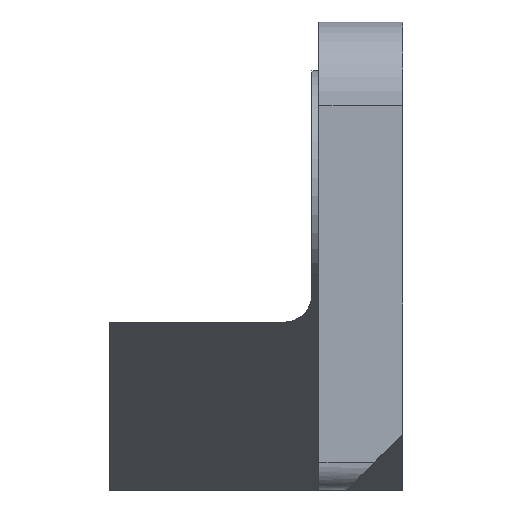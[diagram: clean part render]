
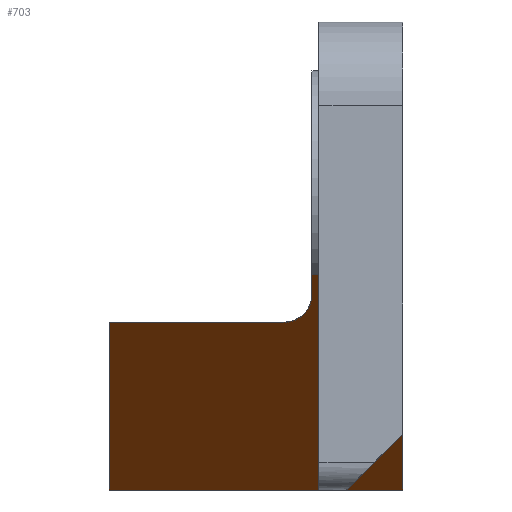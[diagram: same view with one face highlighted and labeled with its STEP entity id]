
A CAD part, front view. The second image highlights one B-rep face of the part: STEP entity #703.
In plain terms, the highlighted planar face has unit normal (0, -0.565, -0.826).
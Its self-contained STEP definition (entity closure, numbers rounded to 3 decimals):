
#29 = CARTESIAN_POINT ( 'NONE',  ( -17., -4.516, -6.604 ) ) ;
#139 = LINE ( 'NONE', #1754, #376 ) ;
#220 = ORIENTED_EDGE ( 'NONE', *, *, #2020, .F. ) ;
#225 = LINE ( 'NONE', #29, #619 ) ;
#227 = VECTOR ( 'NONE', #1536, 1000. ) ;
#258 = DIRECTION ( 'NONE',  ( 0., 0.825, -0.564 ) ) ;
#279 = VERTEX_POINT ( 'NONE', #2064 ) ;
#318 = LINE ( 'NONE', #1012, #2346 ) ;
#355 = VERTEX_POINT ( 'NONE', #2126 ) ;
#376 = VECTOR ( 'NONE', #583, 1000. ) ;
#442 = ORIENTED_EDGE ( 'NONE', *, *, #2348, .F. ) ;
#472 = CARTESIAN_POINT ( 'NONE',  ( -31.5, 18., -22. ) ) ;
#478 = DIRECTION ( 'NONE',  ( 0., 0.564, 0.825 ) ) ;
#543 =( BOUNDED_CURVE ( )  B_SPLINE_CURVE ( 3, ( #1899, #1100, #2507, #1509 ),
 .UNSPECIFIED., .F., .F. ) 
 B_SPLINE_CURVE_WITH_KNOTS ( ( 4, 4 ),
 ( 3.142, 4.712 ),
 .UNSPECIFIED. ) 
 CURVE ( )  GEOMETRIC_REPRESENTATION_ITEM ( )  RATIONAL_B_SPLINE_CURVE ( ( 1., 0.805, 0.805, 1. ) ) 
 REPRESENTATION_ITEM ( '' )  );
#583 = DIRECTION ( 'NONE',  ( 1., 0., 0. ) ) ;
#619 = VECTOR ( 'NONE', #1800, 1000. ) ;
#679 = CARTESIAN_POINT ( 'NONE',  ( -10.5, 12.15, -18. ) ) ;
#703 = ADVANCED_FACE ( 'NONE', ( #1105 ), #2424, .F. ) ;
#722 = LINE ( 'NONE', #472, #2220 ) ;
#733 = DIRECTION ( 'NONE',  ( 1., 0., 0. ) ) ;
#738 = CARTESIAN_POINT ( 'NONE',  ( -17., -2.474, -8. ) ) ;
#833 = DIRECTION ( 'NONE',  ( 0., -0.825, 0.564 ) ) ;
#886 = ORIENTED_EDGE ( 'NONE', *, *, #2195, .F. ) ;
#893 = EDGE_CURVE ( 'NONE', #1733, #1903, #2076, .T. ) ;
#896 = VECTOR ( 'NONE', #1173, 1000. ) ;
#974 = EDGE_CURVE ( 'NONE', #279, #1938, #318, .T. ) ;
#1012 = CARTESIAN_POINT ( 'NONE',  ( -31.5, -4.516, -6.604 ) ) ;
#1085 = VERTEX_POINT ( 'NONE', #2084 ) ;
#1100 = CARTESIAN_POINT ( 'NONE',  ( -17.828, 0.451, -10. ) ) ;
#1105 = FACE_OUTER_BOUND ( 'NONE', #1335, .T. ) ;
#1173 = DIRECTION ( 'NONE',  ( 0., 0.825, -0.564 ) ) ;
#1193 = EDGE_CURVE ( 'NONE', #355, #1999, #543, .T. ) ;
#1244 = CARTESIAN_POINT ( 'NONE',  ( -16.5, 18., -22. ) ) ;
#1254 = VECTOR ( 'NONE', #1524, 1000. ) ;
#1317 = VECTOR ( 'NONE', #1412, 1000. ) ;
#1319 = CARTESIAN_POINT ( 'NONE',  ( -31.5, 18., -22. ) ) ;
#1335 = EDGE_LOOP ( 'NONE', ( #1778, #2120, #1456, #2318, #220, #2445, #1824, #886, #2432, #442 ) ) ;
#1365 = CARTESIAN_POINT ( 'NONE',  ( -16.5, -4.516, -6.604 ) ) ;
#1380 = VECTOR ( 'NONE', #1424, 1000. ) ;
#1382 = EDGE_CURVE ( 'NONE', #1938, #2059, #722, .T. ) ;
#1407 = CARTESIAN_POINT ( 'NONE',  ( -14.5, 18., -22. ) ) ;
#1412 = DIRECTION ( 'NONE',  ( 1., 0., 0. ) ) ;
#1424 = DIRECTION ( 'NONE',  ( 0., 0.825, -0.564 ) ) ;
#1456 = ORIENTED_EDGE ( 'NONE', *, *, #1687, .T. ) ;
#1506 = CARTESIAN_POINT ( 'NONE',  ( -6.932, 6.932, -14.431 ) ) ;
#1509 = CARTESIAN_POINT ( 'NONE',  ( -17., -2.474, -8. ) ) ;
#1524 = DIRECTION ( 'NONE',  ( 1., 0., 0. ) ) ;
#1536 = DIRECTION ( 'NONE',  ( 0.492, -0.719, 0.492 ) ) ;
#1687 = EDGE_CURVE ( 'NONE', #2274, #1999, #225, .T. ) ;
#1733 = VERTEX_POINT ( 'NONE', #1407 ) ;
#1754 = CARTESIAN_POINT ( 'NONE',  ( -31.5, -4.516, -6.604 ) ) ;
#1778 = ORIENTED_EDGE ( 'NONE', *, *, #2376, .F. ) ;
#1800 = DIRECTION ( 'NONE',  ( 0., 0.825, -0.564 ) ) ;
#1824 = ORIENTED_EDGE ( 'NONE', *, *, #1382, .T. ) ;
#1877 = LINE ( 'NONE', #1244, #1380 ) ;
#1899 = CARTESIAN_POINT ( 'NONE',  ( -19., 0.451, -10. ) ) ;
#1900 = CARTESIAN_POINT ( 'NONE',  ( -31.5, 0.451, -10. ) ) ;
#1903 = VERTEX_POINT ( 'NONE', #679 ) ;
#1938 = VERTEX_POINT ( 'NONE', #1319 ) ;
#1978 = AXIS2_PLACEMENT_3D ( 'NONE', #2041, #478, #833 ) ;
#1999 = VERTEX_POINT ( 'NONE', #738 ) ;
#2007 = LINE ( 'NONE', #1900, #1254 ) ;
#2020 = EDGE_CURVE ( 'NONE', #279, #355, #2007, .T. ) ;
#2041 = CARTESIAN_POINT ( 'NONE',  ( -31.5, -4.516, -6.604 ) ) ;
#2059 = VERTEX_POINT ( 'NONE', #2323 ) ;
#2064 = CARTESIAN_POINT ( 'NONE',  ( -31.5, 0.451, -10. ) ) ;
#2076 = LINE ( 'NONE', #1506, #227 ) ;
#2084 = CARTESIAN_POINT ( 'NONE',  ( -16.5, 18., -22. ) ) ;
#2120 = ORIENTED_EDGE ( 'NONE', *, *, #2141, .F. ) ;
#2126 = CARTESIAN_POINT ( 'NONE',  ( -19., 0.451, -10. ) ) ;
#2141 = EDGE_CURVE ( 'NONE', #2274, #2158, #139, .T. ) ;
#2158 = VERTEX_POINT ( 'NONE', #1365 ) ;
#2195 = EDGE_CURVE ( 'NONE', #1903, #2059, #2277, .T. ) ;
#2220 = VECTOR ( 'NONE', #733, 1000. ) ;
#2274 = VERTEX_POINT ( 'NONE', #2375 ) ;
#2277 = LINE ( 'NONE', #2313, #896 ) ;
#2313 = CARTESIAN_POINT ( 'NONE',  ( -10.5, -4.516, -6.604 ) ) ;
#2318 = ORIENTED_EDGE ( 'NONE', *, *, #1193, .F. ) ;
#2323 = CARTESIAN_POINT ( 'NONE',  ( -10.5, 18., -22. ) ) ;
#2346 = VECTOR ( 'NONE', #258, 1000. ) ;
#2348 = EDGE_CURVE ( 'NONE', #1085, #1733, #2455, .T. ) ;
#2375 = CARTESIAN_POINT ( 'NONE',  ( -17., -4.516, -6.604 ) ) ;
#2376 = EDGE_CURVE ( 'NONE', #2158, #1085, #1877, .T. ) ;
#2413 = CARTESIAN_POINT ( 'NONE',  ( -16.5, 18., -22. ) ) ;
#2424 = PLANE ( 'NONE',  #1978 ) ;
#2432 = ORIENTED_EDGE ( 'NONE', *, *, #893, .F. ) ;
#2445 = ORIENTED_EDGE ( 'NONE', *, *, #974, .T. ) ;
#2455 = LINE ( 'NONE', #2413, #1317 ) ;
#2507 = CARTESIAN_POINT ( 'NONE',  ( -17., -0.76, -9.172 ) ) ;
